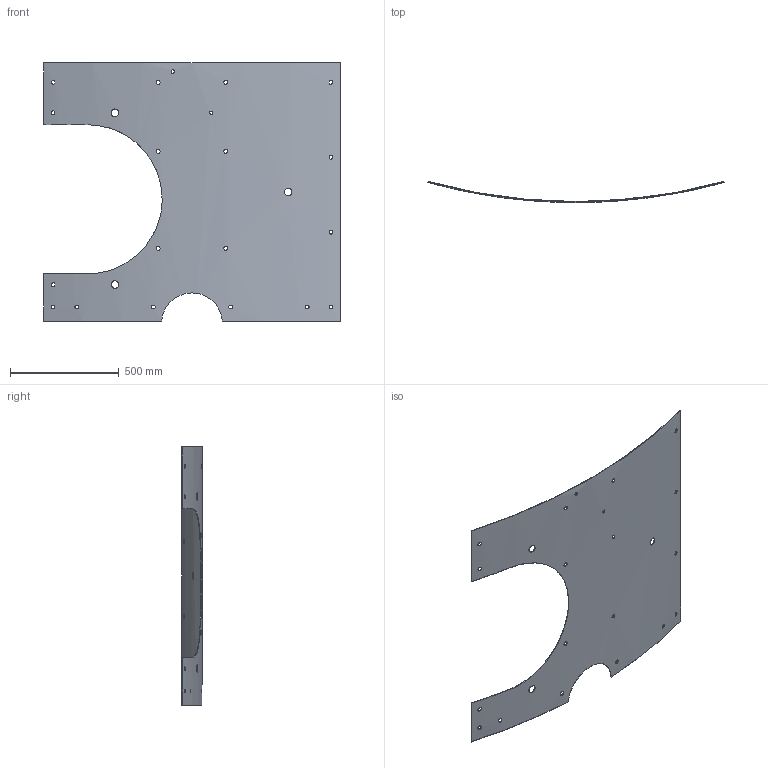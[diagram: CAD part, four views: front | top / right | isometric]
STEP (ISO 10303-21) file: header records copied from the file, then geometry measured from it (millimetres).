
FILE_DESCRIPTION((''),'2;1');
FILE_NAME('12454-222730_204','2014-02-18T',('tyagix1k'),(''),'PRO/ENGINEER BY PARAMETRIC TECHNOLOGY CORPORATION, 2012300','PRO/ENGINEER BY PARAMETRIC TECHNOLOGY CORPORATION, 2012300','');
FILE_SCHEMA(('CONFIG_CONTROL_DESIGN'));
Length unit declared in the file: millimetre
Products named in the file (1): 12454-222730_204
Bounding box: 1365.05 x 95.78 x 1190 mm (x, y, z)
Volume: 3836265.8 mm3; surface area: 2580143.4 mm2
Topology: 1 solids, 1 shells, 58 faces, 168 edges, 112 vertices
Faces by surface type: cylinder 50, plane 8
Entity records: 5618 total; most frequent: CARTESIAN_POINT 4136, ORIENTED_EDGE 336, DIRECTION 198, EDGE_CURVE 168, VERTEX_POINT 112, EDGE_LOOP 104, B_SPLINE_CURVE_WITH_KNOTS 96, AXIS2_PLACEMENT_3D 68
